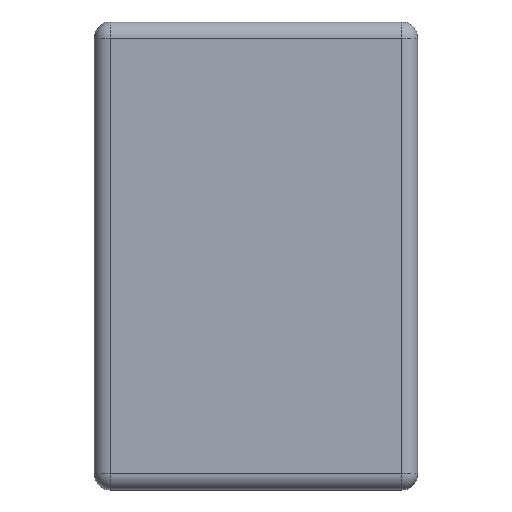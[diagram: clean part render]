
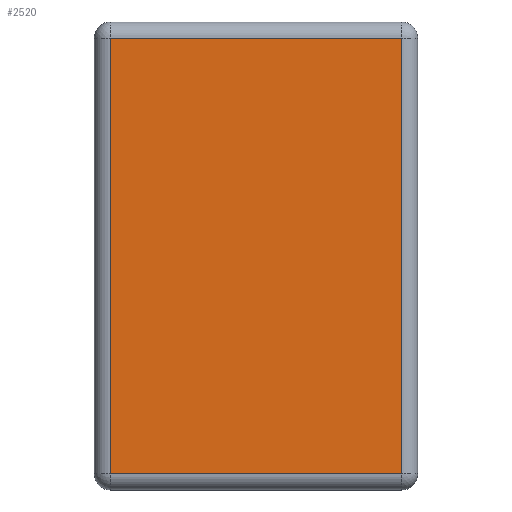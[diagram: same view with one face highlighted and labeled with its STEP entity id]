
A CAD part, front view. The second image highlights one B-rep face of the part: STEP entity #2520.
In plain terms, the highlighted planar face has unit normal (0, -1, 0).
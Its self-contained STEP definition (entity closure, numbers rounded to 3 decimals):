
#453=DIRECTION('',(0.,0.,-1.));
#454=VECTOR('',#453,26.937);
#455=CARTESIAN_POINT('',(-11.,0.75,13.012));
#456=LINE('',#455,#454);
#457=DIRECTION('',(-1.,0.,0.));
#458=VECTOR('',#457,18.);
#459=CARTESIAN_POINT('',(7.,0.75,13.012));
#460=LINE('',#459,#458);
#461=DIRECTION('',(0.,0.,1.));
#462=VECTOR('',#461,26.937);
#463=CARTESIAN_POINT('',(7.,0.75,-13.925));
#464=LINE('',#463,#462);
#465=DIRECTION('',(-1.,0.,0.));
#466=VECTOR('',#465,18.);
#467=CARTESIAN_POINT('',(7.,0.75,-13.925));
#468=LINE('',#467,#466);
#1660=CARTESIAN_POINT('',(-11.,0.75,13.012));
#1661=CARTESIAN_POINT('',(-11.,0.75,-13.925));
#1662=VERTEX_POINT('',#1660);
#1663=VERTEX_POINT('',#1661);
#1768=CARTESIAN_POINT('',(7.,0.75,13.012));
#1769=VERTEX_POINT('',#1768);
#1822=CARTESIAN_POINT('',(7.,0.75,-13.925));
#1823=VERTEX_POINT('',#1822);
#2506=CARTESIAN_POINT('',(0.,0.75,0.));
#2507=DIRECTION('',(0.,-1.,0.));
#2508=DIRECTION('',(0.,0.,-1.));
#2509=AXIS2_PLACEMENT_3D('',#2506,#2507,#2508);
#2510=PLANE('',#2509);
#2511=ORIENTED_EDGE('',*,*,#2497,.F.);
#2513=ORIENTED_EDGE('',*,*,#2512,.F.);
#2515=ORIENTED_EDGE('',*,*,#2514,.F.);
#2517=ORIENTED_EDGE('',*,*,#2516,.T.);
#2518=EDGE_LOOP('',(#2511,#2513,#2515,#2517));
#2519=FACE_OUTER_BOUND('',#2518,.F.);
#2520=ADVANCED_FACE('',(#2519),#2510,.T.);
#2497=EDGE_CURVE('',#1662,#1663,#456,.T.);
#2512=EDGE_CURVE('',#1769,#1662,#460,.T.);
#2514=EDGE_CURVE('',#1823,#1769,#464,.T.);
#2516=EDGE_CURVE('',#1823,#1663,#468,.T.);
